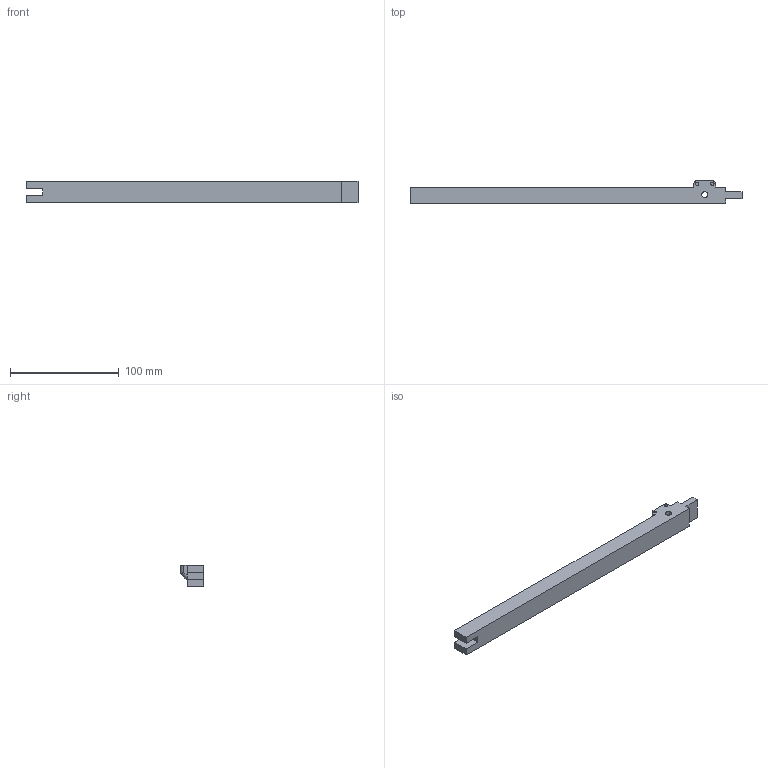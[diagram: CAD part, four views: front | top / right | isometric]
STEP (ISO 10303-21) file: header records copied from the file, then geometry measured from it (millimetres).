
FILE_DESCRIPTION(/* description */ (''),/* implementation_level */ '2;1');
FILE_NAME(/* name */ 'Front Lower Spacer-Left.step',/* time_stamp */ '2022-11-04T08:28:36-05:00',/* author */ (''),/* organization */ (''),/* preprocessor_version */ 'ST-DEVELOPER v19.2',/* originating_system */ 'Autodesk Translation Framework v11.17.0.187',/* authorisation */ '');
FILE_SCHEMA (('AUTOMOTIVE_DESIGN { 1 0 10303 214 3 1 1 }'));
Length unit declared in the file: millimetre
Products named in the file (1): Front Lower Spacer-Left
Bounding box: 305 x 20.97 x 20 mm (x, y, z)
Volume: 88061.5 mm3; surface area: 22557.9 mm2
Topology: 1 solids, 1 shells, 27 faces, 67 edges, 44 vertices
Faces by surface type: plane 20, cylinder 7
Full cylindrical faces by diameter (mm): 3.1 x2, 5.5 x1
Entity records: 841 total; most frequent: CARTESIAN_POINT 139, DIRECTION 135, ORIENTED_EDGE 134, EDGE_CURVE 67, LINE 55, VECTOR 55, VERTEX_POINT 44, AXIS2_PLACEMENT_3D 40
